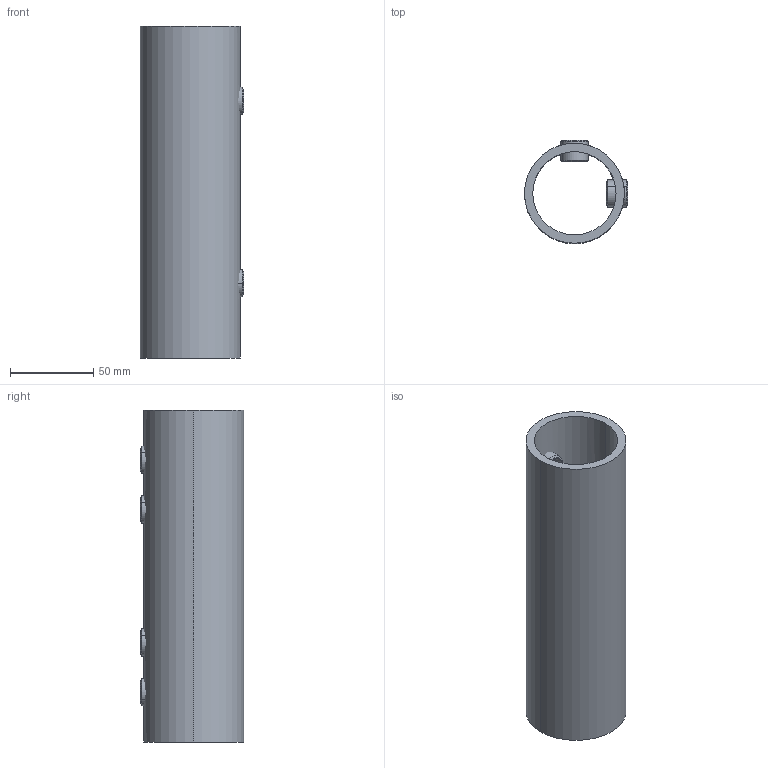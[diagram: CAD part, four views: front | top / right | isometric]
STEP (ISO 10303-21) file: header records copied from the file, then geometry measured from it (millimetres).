
FILE_DESCRIPTION (( 'STEP AP203' ), '1' );
FILE_NAME ('T25108.STEP', '2018-07-18T07:39:55', ( '' ), ( '' ), 'SwSTEP 2.0', 'SolidWorks 2016', '' );
FILE_SCHEMA (( 'CONFIG_CONTROL_DESIGN' ));
Length unit declared in the file: millimetre
Products named in the file (3): T25108; TH268; T19300
Assembly tree (7 placements, depth 2):
  T25108
    TH268
    T19300  x6
Bounding box: 62.1 x 62.1 x 200 mm (x, y, z)
Volume: 178924.9 mm3; surface area: 77751 mm2
Topology: 7 solids, 7 shells, 126 faces, 316 edges, 200 vertices
Faces by surface type: plane 50, cone 48, cylinder 28
Entity records: 2727 total; most frequent: CARTESIAN_POINT 1408, ORIENTED_EDGE 192, DIRECTION 168, EDGE_CURVE 96, AXIS2_PLACEMENT_3D 66, VERTEX_POINT 60, EDGE_LOOP 48, B_SPLINE_CURVE_WITH_KNOTS 40
